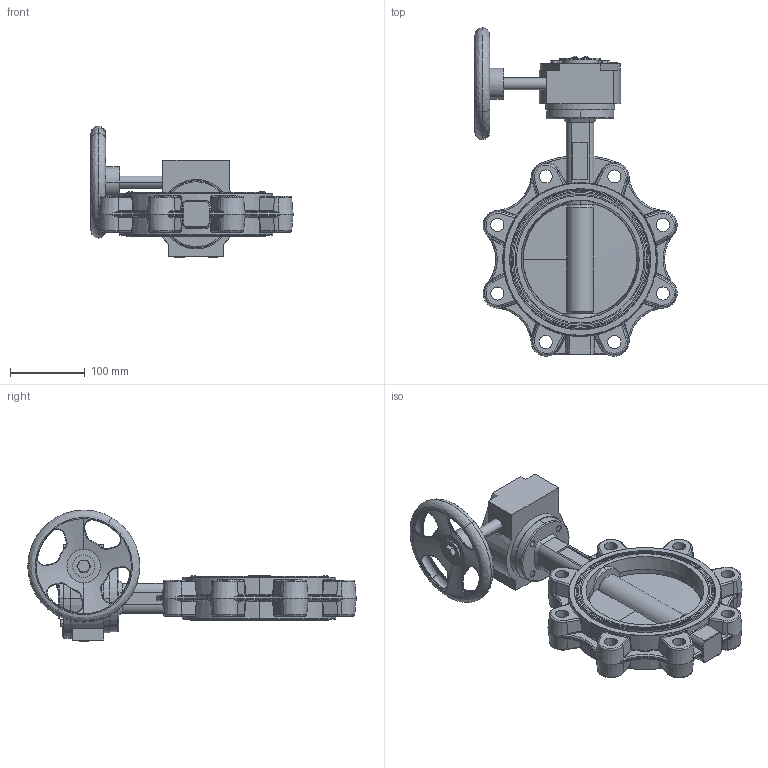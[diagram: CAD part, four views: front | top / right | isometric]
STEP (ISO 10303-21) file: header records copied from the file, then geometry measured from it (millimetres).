
FILE_DESCRIPTION (( 'STEP AP203' ), '1' );
FILE_NAME ('L9.000150R16C.STEP', '2023-03-06T15:49:03', ( '' ), ( '' ), 'SwSTEP 2.0', 'SolidWorks 2017', '' );
FILE_SCHEMA (( 'CONFIG_CONTROL_DESIGN' ));
Length unit declared in the file: millimetre
Products named in the file (1): L9.000150R16C
Bounding box: 270.93 x 439.92 x 176.5 mm (x, y, z)
Volume: 2522901.1 mm3; surface area: 326343.8 mm2
Topology: 1 solids, 13 shells, 1121 faces, 2735 edges, 1645 vertices
Faces by surface type: plane 325, bspline 255, cylinder 246, cone 168, torus 98, sphere 29
Entity records: 44234 total; most frequent: CARTESIAN_POINT 19750, ORIENTED_EDGE 5376, DIRECTION 4788, EDGE_CURVE 2688, AXIS2_PLACEMENT_3D 1941, VERTEX_POINT 1645, EDGE_LOOP 1207, ADVANCED_FACE 1121
